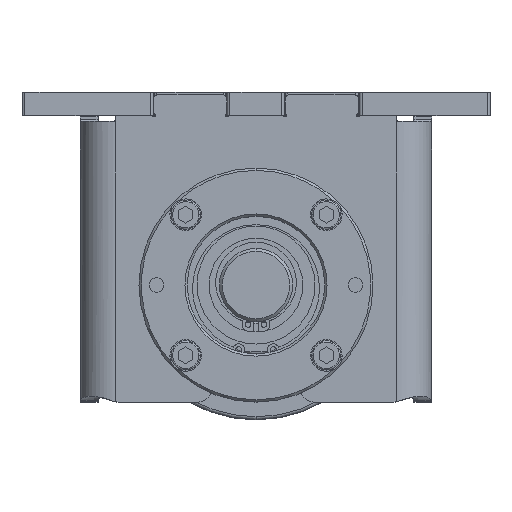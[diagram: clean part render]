
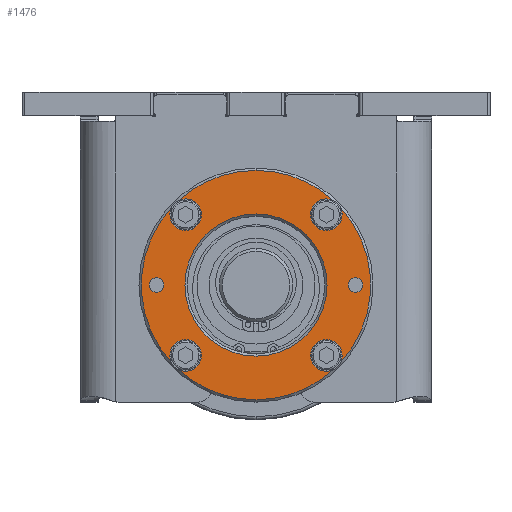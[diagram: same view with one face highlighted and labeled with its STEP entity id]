
A CAD part, top view. The second image highlights one B-rep face of the part: STEP entity #1476.
In plain terms, the highlighted planar face has unit normal (0, 0, 1).
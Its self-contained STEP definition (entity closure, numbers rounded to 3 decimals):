
#1476=ADVANCED_FACE('',(#3457,#3458,#3459,#3460),#3461,.T.);
#3457=FACE_OUTER_BOUND('',#6006,.T.);
#3458=FACE_BOUND('',#6007,.T.);
#3459=FACE_BOUND('',#6008,.T.);
#3460=FACE_BOUND('',#6009,.T.);
#3461=PLANE('',#6010);
#6006=EDGE_LOOP('',(#11245,#11246,#11247,#11248,#11249,#11250,#11251,#11252,#11253,#11254,#11255,#11256,#11257,#11258,#11259,#11260,#11261,#11262));
#6007=EDGE_LOOP('',(#11263,#11264));
#6008=EDGE_LOOP('',(#11265,#11266));
#6009=EDGE_LOOP('',(#11267,#11268));
#6010=AXIS2_PLACEMENT_3D('',#11269,#11270,#11271);
#11245=ORIENTED_EDGE('',*,*,#16727,.T.);
#11246=ORIENTED_EDGE('',*,*,#16728,.F.);
#11247=ORIENTED_EDGE('',*,*,#16729,.F.);
#11248=ORIENTED_EDGE('',*,*,#16730,.T.);
#11249=ORIENTED_EDGE('',*,*,#16731,.T.);
#11250=ORIENTED_EDGE('',*,*,#16732,.T.);
#11251=ORIENTED_EDGE('',*,*,#16733,.F.);
#11252=ORIENTED_EDGE('',*,*,#16734,.T.);
#11253=ORIENTED_EDGE('',*,*,#16735,.T.);
#11254=ORIENTED_EDGE('',*,*,#16736,.T.);
#11255=ORIENTED_EDGE('',*,*,#16737,.F.);
#11256=ORIENTED_EDGE('',*,*,#16738,.F.);
#11257=ORIENTED_EDGE('',*,*,#16739,.T.);
#11258=ORIENTED_EDGE('',*,*,#16740,.T.);
#11259=ORIENTED_EDGE('',*,*,#16741,.T.);
#11260=ORIENTED_EDGE('',*,*,#16742,.F.);
#11261=ORIENTED_EDGE('',*,*,#16743,.T.);
#11262=ORIENTED_EDGE('',*,*,#16744,.T.);
#11263=ORIENTED_EDGE('',*,*,#16745,.F.);
#11264=ORIENTED_EDGE('',*,*,#16746,.F.);
#11265=ORIENTED_EDGE('',*,*,#16747,.T.);
#11266=ORIENTED_EDGE('',*,*,#16748,.T.);
#11267=ORIENTED_EDGE('',*,*,#16725,.F.);
#11268=ORIENTED_EDGE('',*,*,#16722,.F.);
#11269=CARTESIAN_POINT('',(0.0,-58.0,41.65));
#11270=DIRECTION('',(0.0,0.0,1.0));
#11271=DIRECTION('',(1.0,0.0,0.0));
#16722=EDGE_CURVE('',#20390,#20392,#20393,.T.);
#16725=EDGE_CURVE('',#20392,#20390,#20396,.T.);
#16727=EDGE_CURVE('',#20398,#20399,#20400,.T.);
#16728=EDGE_CURVE('',#20401,#20399,#20402,.T.);
#16729=EDGE_CURVE('',#20403,#20401,#20404,.T.);
#16730=EDGE_CURVE('',#20403,#20405,#20406,.T.);
#16731=EDGE_CURVE('',#20405,#20407,#20408,.T.);
#16732=EDGE_CURVE('',#20407,#20409,#20410,.T.);
#16733=EDGE_CURVE('',#20411,#20409,#20412,.T.);
#16734=EDGE_CURVE('',#20411,#20413,#20414,.T.);
#16735=EDGE_CURVE('',#20413,#20415,#20416,.T.);
#16736=EDGE_CURVE('',#20415,#20417,#20418,.T.);
#16737=EDGE_CURVE('',#20419,#20417,#20420,.T.);
#16738=EDGE_CURVE('',#20421,#20419,#20422,.T.);
#16739=EDGE_CURVE('',#20421,#20423,#20424,.T.);
#16740=EDGE_CURVE('',#20423,#20425,#20426,.T.);
#16741=EDGE_CURVE('',#20425,#20427,#20428,.T.);
#16742=EDGE_CURVE('',#20429,#20427,#20430,.T.);
#16743=EDGE_CURVE('',#20429,#20431,#20432,.T.);
#16744=EDGE_CURVE('',#20431,#20398,#20433,.T.);
#16745=EDGE_CURVE('',#20434,#20435,#20436,.T.);
#16746=EDGE_CURVE('',#20435,#20434,#20437,.T.);
#16747=EDGE_CURVE('',#20438,#20439,#20440,.T.);
#16748=EDGE_CURVE('',#20439,#20438,#20441,.T.);
#20390=VERTEX_POINT('',#25183);
#20392=VERTEX_POINT('',#25186);
#20393=CIRCLE('',#25187,2.5);
#20396=CIRCLE('',#25191,2.5);
#20398=VERTEX_POINT('',#25193);
#20399=VERTEX_POINT('',#25194);
#20400=CIRCLE('',#25195,5.4);
#20401=VERTEX_POINT('',#25196);
#20402=CIRCLE('',#25197,39.2);
#20403=VERTEX_POINT('',#25198);
#20404=CIRCLE('',#25199,39.2);
#20405=VERTEX_POINT('',#25200);
#20406=CIRCLE('',#25201,5.4);
#20407=VERTEX_POINT('',#25202);
#20408=CIRCLE('',#25203,5.4);
#20409=VERTEX_POINT('',#25204);
#20410=CIRCLE('',#25205,5.4);
#20411=VERTEX_POINT('',#25206);
#20412=CIRCLE('',#25207,39.2);
#20413=VERTEX_POINT('',#25208);
#20414=CIRCLE('',#25209,5.4);
#20415=VERTEX_POINT('',#25210);
#20416=CIRCLE('',#25211,5.4);
#20417=VERTEX_POINT('',#25212);
#20418=CIRCLE('',#25213,5.4);
#20419=VERTEX_POINT('',#25214);
#20420=CIRCLE('',#25215,39.2);
#20421=VERTEX_POINT('',#25216);
#20422=CIRCLE('',#25217,39.2);
#20423=VERTEX_POINT('',#25218);
#20424=CIRCLE('',#25219,5.4);
#20425=VERTEX_POINT('',#25220);
#20426=CIRCLE('',#25221,5.4);
#20427=VERTEX_POINT('',#25222);
#20428=CIRCLE('',#25223,5.4);
#20429=VERTEX_POINT('',#25224);
#20430=CIRCLE('',#25225,39.2);
#20431=VERTEX_POINT('',#25226);
#20432=CIRCLE('',#25227,5.4);
#20433=CIRCLE('',#25228,5.4);
#20434=VERTEX_POINT('',#25229);
#20435=VERTEX_POINT('',#25230);
#20436=CIRCLE('',#25231,2.5);
#20437=CIRCLE('',#25232,2.5);
#20438=VERTEX_POINT('',#25233);
#20439=VERTEX_POINT('',#25234);
#20440=CIRCLE('',#25235,24.3);
#20441=CIRCLE('',#25236,24.3);
#25183=CARTESIAN_POINT('',(-36.5,-58.0,41.65));
#25186=CARTESIAN_POINT('',(-31.5,-58.0,41.65));
#25187=AXIS2_PLACEMENT_3D('',#30397,#30398,#30399);
#25191=AXIS2_PLACEMENT_3D('',#30401,#30402,#30403);
#25193=CARTESIAN_POINT('',(-18.642,-82.042,41.65));
#25194=CARTESIAN_POINT('',(-26.591,-86.802,41.65));
#25195=AXIS2_PLACEMENT_3D('',#30404,#30405,#30406);
#25196=CARTESIAN_POINT('',(0.,-97.2,41.65));
#25197=AXIS2_PLACEMENT_3D('',#30407,#30408,#30409);
#25198=CARTESIAN_POINT('',(26.591,-86.802,41.65));
#25199=AXIS2_PLACEMENT_3D('',#30410,#30411,#30412);
#25200=CARTESIAN_POINT('',(18.642,-82.042,41.65));
#25201=AXIS2_PLACEMENT_3D('',#30413,#30414,#30415);
#25202=CARTESIAN_POINT('',(29.442,-82.042,41.65));
#25203=AXIS2_PLACEMENT_3D('',#30416,#30417,#30418);
#25204=CARTESIAN_POINT('',(28.802,-84.591,41.65));
#25205=AXIS2_PLACEMENT_3D('',#30419,#30420,#30421);
#25206=CARTESIAN_POINT('',(28.802,-31.409,41.65));
#25207=AXIS2_PLACEMENT_3D('',#30422,#30423,#30424);
#25208=CARTESIAN_POINT('',(29.442,-33.958,41.65));
#25209=AXIS2_PLACEMENT_3D('',#30425,#30426,#30427);
#25210=CARTESIAN_POINT('',(18.642,-33.958,41.65));
#25211=AXIS2_PLACEMENT_3D('',#30428,#30429,#30430);
#25212=CARTESIAN_POINT('',(26.591,-29.198,41.65));
#25213=AXIS2_PLACEMENT_3D('',#30431,#30432,#30433);
#25214=CARTESIAN_POINT('',(0.,-18.8,41.65));
#25215=AXIS2_PLACEMENT_3D('',#30434,#30435,#30436);
#25216=CARTESIAN_POINT('',(-26.591,-29.198,41.65));
#25217=AXIS2_PLACEMENT_3D('',#30437,#30438,#30439);
#25218=CARTESIAN_POINT('',(-18.642,-33.958,41.65));
#25219=AXIS2_PLACEMENT_3D('',#30440,#30441,#30442);
#25220=CARTESIAN_POINT('',(-29.442,-33.958,41.65));
#25221=AXIS2_PLACEMENT_3D('',#30443,#30444,#30445);
#25222=CARTESIAN_POINT('',(-28.802,-31.409,41.65));
#25223=AXIS2_PLACEMENT_3D('',#30446,#30447,#30448);
#25224=CARTESIAN_POINT('',(-28.802,-84.591,41.65));
#25225=AXIS2_PLACEMENT_3D('',#30449,#30450,#30451);
#25226=CARTESIAN_POINT('',(-29.442,-82.042,41.65));
#25227=AXIS2_PLACEMENT_3D('',#30452,#30453,#30454);
#25228=AXIS2_PLACEMENT_3D('',#30455,#30456,#30457);
#25229=CARTESIAN_POINT('',(31.5,-58.0,41.65));
#25230=CARTESIAN_POINT('',(36.5,-58.0,41.65));
#25231=AXIS2_PLACEMENT_3D('',#30458,#30459,#30460);
#25232=AXIS2_PLACEMENT_3D('',#30461,#30462,#30463);
#25233=CARTESIAN_POINT('',(0.0,-82.3,41.65));
#25234=CARTESIAN_POINT('',(0.0,-33.7,41.65));
#25235=AXIS2_PLACEMENT_3D('',#30464,#30465,#30466);
#25236=AXIS2_PLACEMENT_3D('',#30467,#30468,#30469);
#30397=CARTESIAN_POINT('',(-34.0,-58.0,41.65));
#30398=DIRECTION('',(0.0,0.0,1.0));
#30399=DIRECTION('',(-1.0,0.0,0.0));
#30401=CARTESIAN_POINT('',(-34.0,-58.0,41.65));
#30402=DIRECTION('',(0.0,0.0,1.0));
#30403=DIRECTION('',(1.0,0.0,0.0));
#30404=CARTESIAN_POINT('',(-24.042,-82.042,41.65));
#30405=DIRECTION('',(0.0,0.0,-1.0));
#30406=DIRECTION('',(1.0,0.0,0.0));
#30407=CARTESIAN_POINT('',(0.0,-58.0,41.65));
#30408=DIRECTION('',(0.0,0.0,-1.0));
#30409=DIRECTION('',(0.0,-1.0,0.0));
#30410=CARTESIAN_POINT('',(0.0,-58.0,41.65));
#30411=DIRECTION('',(0.0,0.0,-1.0));
#30412=DIRECTION('',(0.678,-0.735,0.0));
#30413=CARTESIAN_POINT('',(24.042,-82.042,41.65));
#30414=DIRECTION('',(0.0,0.0,-1.0));
#30415=DIRECTION('',(0.472,-0.882,0.0));
#30416=CARTESIAN_POINT('',(24.042,-82.042,41.65));
#30417=DIRECTION('',(0.0,0.0,-1.0));
#30418=DIRECTION('',(-1.0,0.0,0.0));
#30419=CARTESIAN_POINT('',(24.042,-82.042,41.65));
#30420=DIRECTION('',(0.0,0.0,-1.0));
#30421=DIRECTION('',(1.0,0.0,0.0));
#30422=CARTESIAN_POINT('',(0.0,-58.0,41.65));
#30423=DIRECTION('',(0.0,0.0,-1.0));
#30424=DIRECTION('',(0.735,0.678,0.0));
#30425=CARTESIAN_POINT('',(24.042,-33.958,41.65));
#30426=DIRECTION('',(0.0,0.0,-1.0));
#30427=DIRECTION('',(0.882,0.472,0.0));
#30428=CARTESIAN_POINT('',(24.042,-33.958,41.65));
#30429=DIRECTION('',(0.0,0.0,-1.0));
#30430=DIRECTION('',(1.0,0.0,0.0));
#30431=CARTESIAN_POINT('',(24.042,-33.958,41.65));
#30432=DIRECTION('',(0.0,0.0,-1.0));
#30433=DIRECTION('',(-1.0,0.0,0.0));
#30434=CARTESIAN_POINT('',(0.0,-58.0,41.65));
#30435=DIRECTION('',(0.0,0.0,-1.0));
#30436=DIRECTION('',(0.0,1.0,0.0));
#30437=CARTESIAN_POINT('',(0.0,-58.0,41.65));
#30438=DIRECTION('',(0.0,0.0,-1.0));
#30439=DIRECTION('',(-0.678,0.735,0.0));
#30440=CARTESIAN_POINT('',(-24.042,-33.958,41.65));
#30441=DIRECTION('',(0.0,0.0,-1.0));
#30442=DIRECTION('',(-0.472,0.882,0.0));
#30443=CARTESIAN_POINT('',(-24.042,-33.958,41.65));
#30444=DIRECTION('',(0.0,0.0,-1.0));
#30445=DIRECTION('',(1.0,0.0,0.0));
#30446=CARTESIAN_POINT('',(-24.042,-33.958,41.65));
#30447=DIRECTION('',(0.0,0.0,-1.0));
#30448=DIRECTION('',(-1.0,0.0,0.0));
#30449=CARTESIAN_POINT('',(0.0,-58.0,41.65));
#30450=DIRECTION('',(-0.0,0.0,-1.0));
#30451=DIRECTION('',(-0.735,-0.678,0.0));
#30452=CARTESIAN_POINT('',(-24.042,-82.042,41.65));
#30453=DIRECTION('',(-0.0,0.0,-1.0));
#30454=DIRECTION('',(-0.882,-0.472,0.0));
#30455=CARTESIAN_POINT('',(-24.042,-82.042,41.65));
#30456=DIRECTION('',(0.0,0.0,-1.0));
#30457=DIRECTION('',(-1.0,0.0,0.0));
#30458=CARTESIAN_POINT('',(34.0,-58.0,41.65));
#30459=DIRECTION('',(0.0,0.0,1.0));
#30460=DIRECTION('',(-1.0,0.0,0.0));
#30461=CARTESIAN_POINT('',(34.0,-58.0,41.65));
#30462=DIRECTION('',(0.0,0.0,1.0));
#30463=DIRECTION('',(1.0,0.0,0.0));
#30464=CARTESIAN_POINT('',(0.0,-58.0,41.65));
#30465=DIRECTION('',(0.0,0.0,-1.0));
#30466=DIRECTION('',(0.0,-1.0,0.0));
#30467=CARTESIAN_POINT('',(0.0,-58.0,41.65));
#30468=DIRECTION('',(0.0,0.0,-1.0));
#30469=DIRECTION('',(0.0,1.0,0.0));
